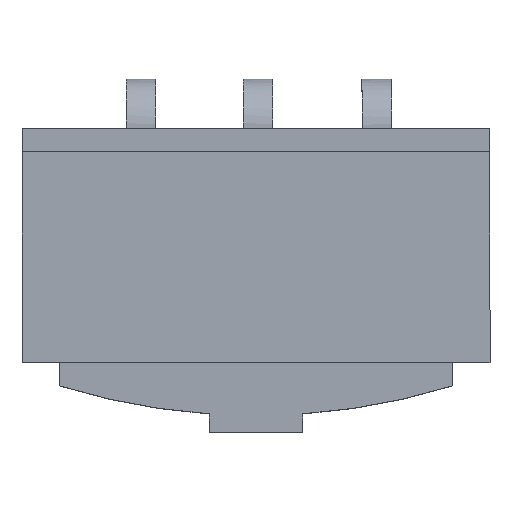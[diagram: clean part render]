
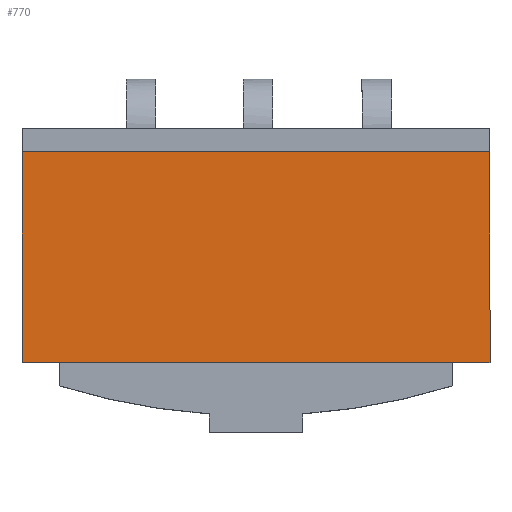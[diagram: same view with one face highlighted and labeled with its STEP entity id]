
A CAD part, top view. The second image highlights one B-rep face of the part: STEP entity #770.
In plain terms, the highlighted face is planar.
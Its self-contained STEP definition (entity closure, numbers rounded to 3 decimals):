
#72=FACE_OUTER_BOUND('',#122,.T.);
#122=EDGE_LOOP('',(#558,#559,#560,#561));
#183=LINE('',#1117,#266);
#188=LINE('',#1126,#271);
#196=LINE('',#1141,#279);
#200=LINE('',#1147,#283);
#266=VECTOR('',#925,4.5);
#271=VECTOR('',#932,10.);
#279=VECTOR('',#942,4.5);
#283=VECTOR('',#950,10.);
#347=VERTEX_POINT('',#1114);
#348=VERTEX_POINT('',#1116);
#351=VERTEX_POINT('',#1124);
#357=VERTEX_POINT('',#1139);
#421=EDGE_CURVE('',#348,#347,#183,.T.);
#426=EDGE_CURVE('',#347,#351,#188,.T.);
#434=EDGE_CURVE('',#351,#357,#196,.T.);
#438=EDGE_CURVE('',#357,#348,#200,.T.);
#558=ORIENTED_EDGE('',*,*,#426,.T.);
#559=ORIENTED_EDGE('',*,*,#434,.T.);
#560=ORIENTED_EDGE('',*,*,#438,.T.);
#561=ORIENTED_EDGE('',*,*,#421,.T.);
#727=PLANE('',#841);
#770=ADVANCED_FACE('',(#72),#727,.F.);
#841=AXIS2_PLACEMENT_3D('',#1146,#948,#949);
#925=DIRECTION('',(0.,0.,-1.));
#932=DIRECTION('',(-1.,0.,0.));
#942=DIRECTION('',(0.,0.,1.));
#948=DIRECTION('center_axis',(0.,-1.,0.));
#949=DIRECTION('ref_axis',(0.,0.,-1.));
#950=DIRECTION('',(1.,0.,0.));
#1114=CARTESIAN_POINT('',(5.,2.5,-2.5));
#1116=CARTESIAN_POINT('',(5.,2.5,2.));
#1117=CARTESIAN_POINT('',(5.,2.5,2.));
#1124=CARTESIAN_POINT('',(-5.,2.5,-2.5));
#1126=CARTESIAN_POINT('',(5.,2.5,-2.5));
#1139=CARTESIAN_POINT('',(-5.,2.5,2.));
#1141=CARTESIAN_POINT('',(-5.,2.5,-2.5));
#1146=CARTESIAN_POINT('Origin',(0.,2.5,10.566));
#1147=CARTESIAN_POINT('',(-5.,2.5,2.));
